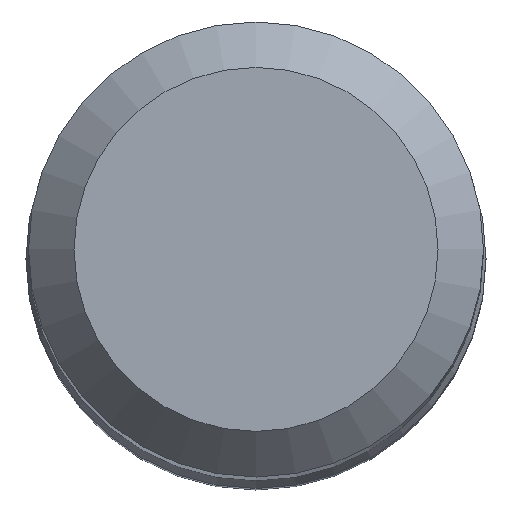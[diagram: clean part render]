
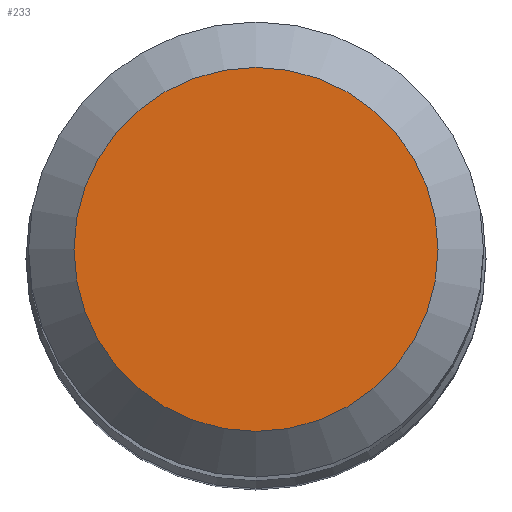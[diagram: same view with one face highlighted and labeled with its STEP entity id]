
A CAD part, top view. The second image highlights one B-rep face of the part: STEP entity #233.
In plain terms, the highlighted planar face has unit normal (0, 0, 1).
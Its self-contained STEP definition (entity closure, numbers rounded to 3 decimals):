
#17 = DIRECTION ( 'NONE',  ( 0., 0., -1. ) ) ;
#62 = AXIS2_PLACEMENT_3D ( 'NONE', #185, #101, #75 ) ;
#71 = EDGE_LOOP ( 'NONE', ( #136 ) ) ;
#75 = DIRECTION ( 'NONE',  ( 0., 1., 0. ) ) ;
#84 = AXIS2_PLACEMENT_3D ( 'NONE', #163, #17, #191 ) ;
#100 = EDGE_CURVE ( 'NONE', #170, #170, #107, .T. ) ;
#101 = DIRECTION ( 'NONE',  ( 0., 0., -1. ) ) ;
#107 = CIRCLE ( 'NONE', #62, 4. ) ;
#136 = ORIENTED_EDGE ( 'NONE', *, *, #100, .F. ) ;
#137 = FACE_OUTER_BOUND ( 'NONE', #71, .T. ) ;
#163 = CARTESIAN_POINT ( 'NONE',  ( 0., 0., 133. ) ) ;
#170 = VERTEX_POINT ( 'NONE', #216 ) ;
#185 = CARTESIAN_POINT ( 'NONE',  ( 0., 0., 133. ) ) ;
#191 = DIRECTION ( 'NONE',  ( 0., 1., 0. ) ) ;
#216 = CARTESIAN_POINT ( 'NONE',  ( 0., 4., 133. ) ) ;
#233 = ADVANCED_FACE ( 'NONE', ( #137 ), #269, .F. ) ;
#269 = PLANE ( 'NONE',  #84 ) ;
